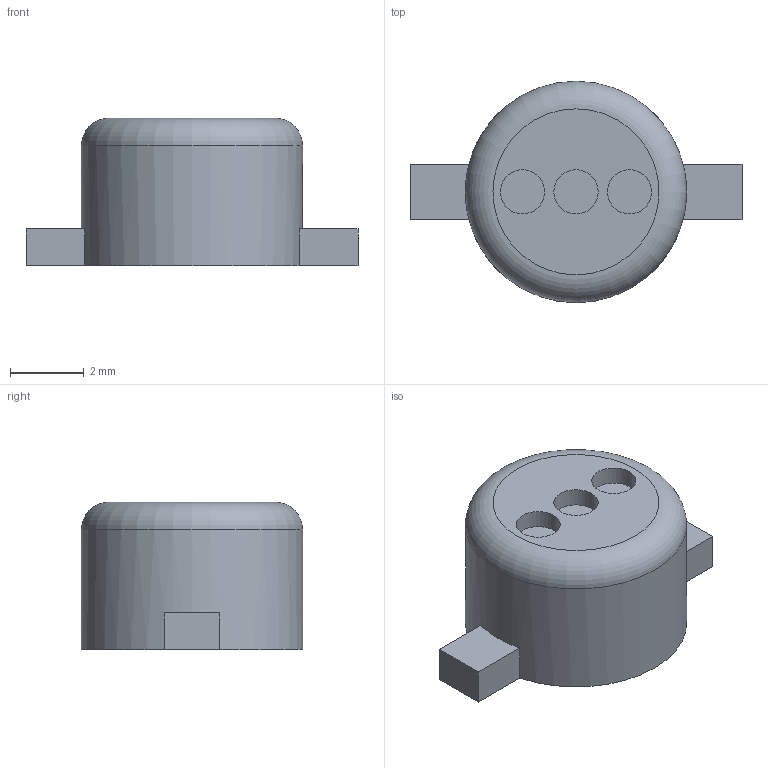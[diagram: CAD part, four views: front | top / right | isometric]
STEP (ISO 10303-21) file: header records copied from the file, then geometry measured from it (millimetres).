
FILE_DESCRIPTION(/* description */ (''),/* implementation_level */ '2;1');
FILE_NAME(/* name */ 'Function Button Turbo v8.step',/* time_stamp */ '2023-06-25T16:06:42-07:00',/* author */ (''),/* organization */ (''),/* preprocessor_version */ 'ST-DEVELOPER v19.2',/* originating_system */ 'Autodesk Translation Framework v12.6.0.85',/* authorisation */ '');
FILE_SCHEMA (('AUTOMOTIVE_DESIGN { 1 0 10303 214 3 1 1 }'));
Length unit declared in the file: millimetre
Products named in the file (1): Function Button Turbo
Bounding box: 9 x 6 x 4 mm (x, y, z)
Volume: 101.3 mm3; surface area: 160.6 mm2
Topology: 1 solids, 1 shells, 20 faces, 41 edges, 27 vertices
Faces by surface type: plane 14, cylinder 5, torus 1
Full cylindrical faces by diameter (mm): 1.2 x3, 3.65 x1, 6 x1
Entity records: 586 total; most frequent: DIRECTION 99, CARTESIAN_POINT 89, ORIENTED_EDGE 82, EDGE_CURVE 41, AXIS2_PLACEMENT_3D 37, VERTEX_POINT 27, LINE 25, VECTOR 25
